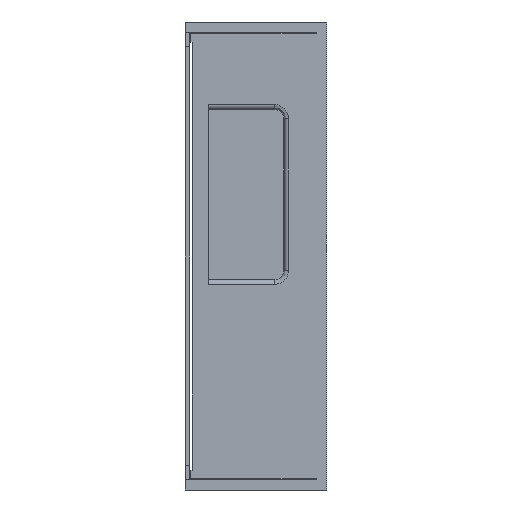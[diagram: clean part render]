
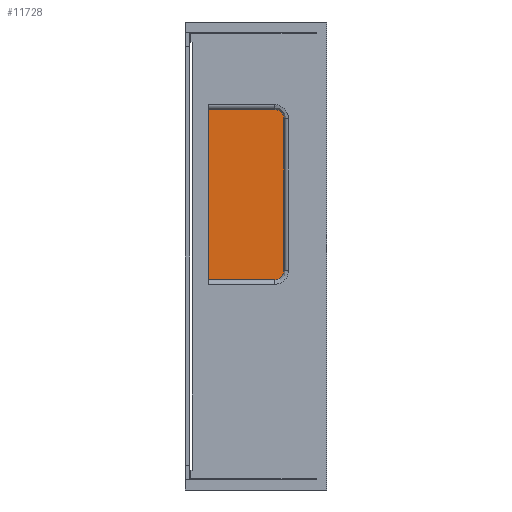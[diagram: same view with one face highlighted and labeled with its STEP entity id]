
A CAD part, left-side view. The second image highlights one B-rep face of the part: STEP entity #11728.
In plain terms, the highlighted planar face has unit normal (-1, 0, 0).
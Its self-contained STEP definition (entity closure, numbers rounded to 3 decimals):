
#322 = ORIENTED_EDGE ( 'NONE', *, *, #1223, .T. ) ;
#943 = DIRECTION ( 'NONE',  ( 1., 0., 0. ) ) ;
#1163 = AXIS2_PLACEMENT_3D ( 'NONE', #3485, #3270, #4335 ) ;
#1223 = EDGE_CURVE ( 'NONE', #1865, #12045, #2105, .T. ) ;
#1486 = EDGE_CURVE ( 'NONE', #4751, #12045, #12673, .T. ) ;
#1865 = VERTEX_POINT ( 'NONE', #6977 ) ;
#1953 = CIRCLE ( 'NONE', #3763, 2. ) ;
#2105 = LINE ( 'NONE', #7297, #13603 ) ;
#2699 = DIRECTION ( 'NONE',  ( 0., -1., 0. ) ) ;
#2864 = EDGE_CURVE ( 'NONE', #9426, #12634, #3148, .T. ) ;
#3148 = LINE ( 'NONE', #10752, #8315 ) ;
#3270 = DIRECTION ( 'NONE',  ( 1., 0., 0. ) ) ;
#3485 = CARTESIAN_POINT ( 'NONE',  ( -85.614, -17.9, 35.639 ) ) ;
#3763 = AXIS2_PLACEMENT_3D ( 'NONE', #12531, #943, #5259 ) ;
#4307 = ORIENTED_EDGE ( 'NONE', *, *, #10511, .F. ) ;
#4335 = DIRECTION ( 'NONE',  ( 0., 0., 1. ) ) ;
#4344 = DIRECTION ( 'NONE',  ( 0., 0., -1. ) ) ;
#4751 = VERTEX_POINT ( 'NONE', #9240 ) ;
#5259 = DIRECTION ( 'NONE',  ( 0., 0., 1. ) ) ;
#5475 = DIRECTION ( 'NONE',  ( 1., 0., 0. ) ) ;
#5932 = ORIENTED_EDGE ( 'NONE', *, *, #6823, .F. ) ;
#6169 = CARTESIAN_POINT ( 'NONE',  ( -85.614, -17.9, 37.639 ) ) ;
#6687 = DIRECTION ( 'NONE',  ( 0., 0., -1. ) ) ;
#6823 = EDGE_CURVE ( 'NONE', #12634, #4751, #1953, .T. ) ;
#6977 = CARTESIAN_POINT ( 'NONE',  ( -85.614, -3.9, 37.639 ) ) ;
#7025 = CARTESIAN_POINT ( 'NONE',  ( -85.614, -19.9, 35.639 ) ) ;
#7066 = DIRECTION ( 'NONE',  ( 0., 1., 0. ) ) ;
#7137 = CARTESIAN_POINT ( 'NONE',  ( -85.614, 0., 1.639 ) ) ;
#7297 = CARTESIAN_POINT ( 'NONE',  ( -85.614, -3.9, 1.639 ) ) ;
#7784 = AXIS2_PLACEMENT_3D ( 'NONE', #10891, #5475, #6687 ) ;
#8183 = CIRCLE ( 'NONE', #1163, 2. ) ;
#8315 = VECTOR ( 'NONE', #4344, 1000. ) ;
#8332 = ORIENTED_EDGE ( 'NONE', *, *, #1486, .F. ) ;
#8372 = VECTOR ( 'NONE', #7066, 1000. ) ;
#8592 = CARTESIAN_POINT ( 'NONE',  ( -85.614, -3.9, 1.639 ) ) ;
#9240 = CARTESIAN_POINT ( 'NONE',  ( -85.614, -17.9, 1.639 ) ) ;
#9339 = CARTESIAN_POINT ( 'NONE',  ( -85.614, -19.9, 3.639 ) ) ;
#9426 = VERTEX_POINT ( 'NONE', #7025 ) ;
#9503 = EDGE_CURVE ( 'NONE', #1865, #12044, #12703, .T. ) ;
#9781 = ORIENTED_EDGE ( 'NONE', *, *, #9503, .F. ) ;
#10511 = EDGE_CURVE ( 'NONE', #12044, #9426, #8183, .T. ) ;
#10752 = CARTESIAN_POINT ( 'NONE',  ( -85.614, -19.9, 0. ) ) ;
#10758 = ORIENTED_EDGE ( 'NONE', *, *, #2864, .F. ) ;
#10891 = CARTESIAN_POINT ( 'NONE',  ( -85.614, 0., 0. ) ) ;
#11505 = CARTESIAN_POINT ( 'NONE',  ( -85.614, 0., 37.639 ) ) ;
#11728 = ADVANCED_FACE ( 'NONE', ( #13221 ), #13296, .F. ) ;
#11871 = EDGE_LOOP ( 'NONE', ( #8332, #5932, #10758, #4307, #9781, #322 ) ) ;
#12044 = VERTEX_POINT ( 'NONE', #6169 ) ;
#12045 = VERTEX_POINT ( 'NONE', #8592 ) ;
#12531 = CARTESIAN_POINT ( 'NONE',  ( -85.614, -17.9, 3.639 ) ) ;
#12634 = VERTEX_POINT ( 'NONE', #9339 ) ;
#12673 = LINE ( 'NONE', #7137, #8372 ) ;
#12703 = LINE ( 'NONE', #11505, #13288 ) ;
#13221 = FACE_OUTER_BOUND ( 'NONE', #11871, .T. ) ;
#13288 = VECTOR ( 'NONE', #2699, 1000. ) ;
#13296 = PLANE ( 'NONE',  #7784 ) ;
#13603 = VECTOR ( 'NONE', #13896, 1000. ) ;
#13896 = DIRECTION ( 'NONE',  ( 0., 0., -1. ) ) ;
